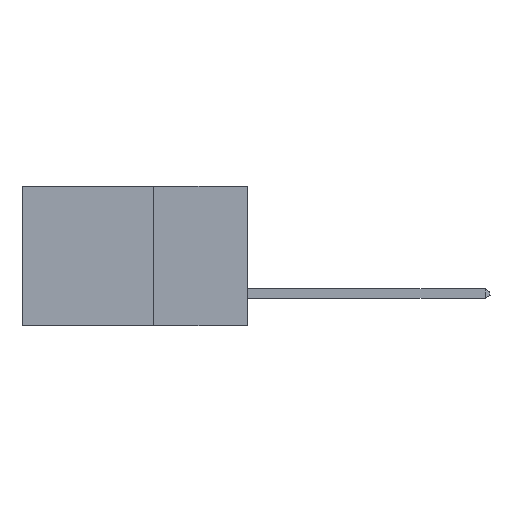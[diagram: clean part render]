
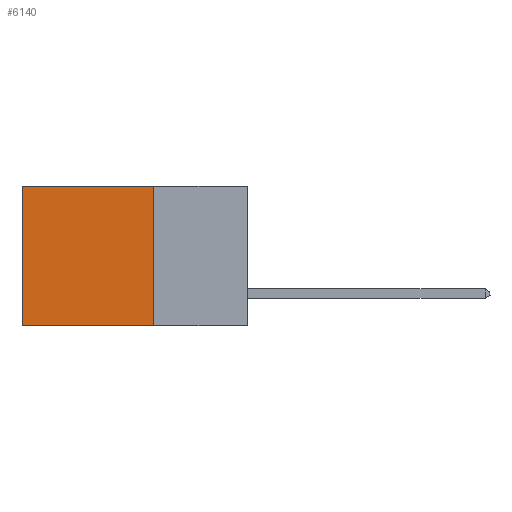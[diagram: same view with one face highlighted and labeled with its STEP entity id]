
A CAD part, left-side view. The second image highlights one B-rep face of the part: STEP entity #6140.
In plain terms, the highlighted planar face has unit normal (-1, 0, 0).
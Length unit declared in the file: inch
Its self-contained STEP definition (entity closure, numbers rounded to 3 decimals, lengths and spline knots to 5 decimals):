
#250 = VERTEX_POINT ( 'NONE', #5694 ) ;
#517 = CARTESIAN_POINT ( 'NONE',  ( 0.298, 0.25, 0. ) ) ;
#583 = ORIENTED_EDGE ( 'NONE', *, *, #8282, .F. ) ;
#1145 = VERTEX_POINT ( 'NONE', #14248 ) ;
#1168 = ORIENTED_EDGE ( 'NONE', *, *, #2812, .T. ) ;
#1177 = ORIENTED_EDGE ( 'NONE', *, *, #25841, .F. ) ;
#1425 = VECTOR ( 'NONE', #25401, 39.37008 ) ;
#1628 = LINE ( 'NONE', #17128, #4216 ) ;
#2363 = FACE_OUTER_BOUND ( 'NONE', #11994, .T. ) ;
#2812 = EDGE_CURVE ( 'NONE', #26308, #18323, #5014, .T. ) ;
#4216 = VECTOR ( 'NONE', #10864, 39.37008 ) ;
#4457 = VECTOR ( 'NONE', #6894, 39.37008 ) ;
#5014 = LINE ( 'NONE', #22292, #1425 ) ;
#5635 = DIRECTION ( 'NONE',  ( 0., 0., -1. ) ) ;
#5694 = CARTESIAN_POINT ( 'NONE',  ( 0.298, 0.6, -0.37 ) ) ;
#6140 = ADVANCED_FACE ( 'NONE', ( #2363 ), #19884, .F. ) ;
#6711 = LINE ( 'NONE', #517, #4457 ) ;
#6894 = DIRECTION ( 'NONE',  ( 0., 0., -1. ) ) ;
#8282 = EDGE_CURVE ( 'NONE', #1145, #250, #1628, .T. ) ;
#9531 = DIRECTION ( 'NONE',  ( 1., 0., 0. ) ) ;
#10864 = DIRECTION ( 'NONE',  ( 0., 1., 0. ) ) ;
#11250 = CARTESIAN_POINT ( 'NONE',  ( 0.298, 0.6, 0. ) ) ;
#11994 = EDGE_LOOP ( 'NONE', ( #16827, #583, #1177, #1168 ) ) ;
#14248 = CARTESIAN_POINT ( 'NONE',  ( 0.298, 0.25, -0.37 ) ) ;
#15372 = LINE ( 'NONE', #11250, #17657 ) ;
#15766 = CARTESIAN_POINT ( 'NONE',  ( 0.298, 0.6, 0. ) ) ;
#16827 = ORIENTED_EDGE ( 'NONE', *, *, #17134, .T. ) ;
#17128 = CARTESIAN_POINT ( 'NONE',  ( 0.298, 0.25, -0.37 ) ) ;
#17134 = EDGE_CURVE ( 'NONE', #18323, #250, #15372, .T. ) ;
#17657 = VECTOR ( 'NONE', #23862, 39.37008 ) ;
#18159 = CARTESIAN_POINT ( 'NONE',  ( 0.298, 0.25, 0. ) ) ;
#18323 = VERTEX_POINT ( 'NONE', #15766 ) ;
#18773 = AXIS2_PLACEMENT_3D ( 'NONE', #18159, #9531, #5635 ) ;
#19449 = CARTESIAN_POINT ( 'NONE',  ( 0.298, 0.25, 0. ) ) ;
#19884 = PLANE ( 'NONE',  #18773 ) ;
#22292 = CARTESIAN_POINT ( 'NONE',  ( 0.298, 0.25, 0. ) ) ;
#23862 = DIRECTION ( 'NONE',  ( 0., 0., -1. ) ) ;
#25401 = DIRECTION ( 'NONE',  ( 0., 1., 0. ) ) ;
#25841 = EDGE_CURVE ( 'NONE', #26308, #1145, #6711, .T. ) ;
#26308 = VERTEX_POINT ( 'NONE', #19449 ) ;
